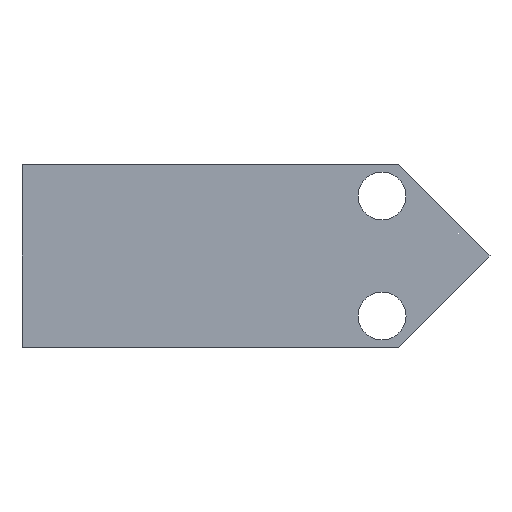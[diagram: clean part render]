
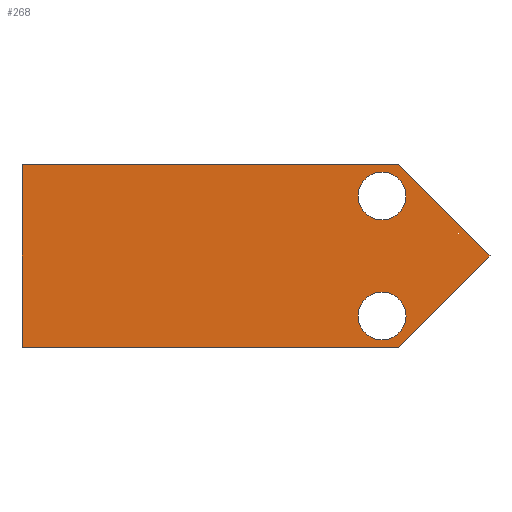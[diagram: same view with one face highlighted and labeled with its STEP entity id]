
A CAD part, front view. The second image highlights one B-rep face of the part: STEP entity #268.
In plain terms, the highlighted planar face has unit normal (0, -1, 0).
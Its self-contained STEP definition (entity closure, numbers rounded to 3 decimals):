
#8 = ORIENTED_EDGE ( 'NONE', *, *, #209, .T. ) ;
#9 = ORIENTED_EDGE ( 'NONE', *, *, #107, .T. ) ;
#10 = ORIENTED_EDGE ( 'NONE', *, *, #108, .T. ) ;
#11 = ORIENTED_EDGE ( 'NONE', *, *, #342, .T. ) ;
#12 = ORIENTED_EDGE ( 'NONE', *, *, #97, .T. ) ;
#13 = ORIENTED_EDGE ( 'NONE', *, *, #116, .T. ) ;
#18 = ORIENTED_EDGE ( 'NONE', *, *, #214, .T. ) ;
#22 = ORIENTED_EDGE ( 'NONE', *, *, #102, .F. ) ;
#25 = ORIENTED_EDGE ( 'NONE', *, *, #109, .T. ) ;
#33 = AXIS2_PLACEMENT_3D ( 'NONE', #187, #204, #181 ) ;
#44 = CARTESIAN_POINT ( 'NONE',  ( -65.485, 0., -76.2 ) ) ;
#46 = DIRECTION ( 'NONE',  ( 1., 0., 0. ) ) ;
#47 = CARTESIAN_POINT ( 'NONE',  ( 156.9, 0., -76.2 ) ) ;
#51 = DIRECTION ( 'NONE',  ( 0., 1., 0. ) ) ;
#54 = CARTESIAN_POINT ( 'NONE',  ( 0., 0., -76.2 ) ) ;
#57 = DIRECTION ( 'NONE',  ( 0., 0., 1. ) ) ;
#59 = CARTESIAN_POINT ( 'NONE',  ( 156.9, 0., 0. ) ) ;
#60 = VERTEX_POINT ( 'NONE', #64 ) ;
#64 = CARTESIAN_POINT ( 'NONE',  ( 150., 0., -3.1 ) ) ;
#65 = CARTESIAN_POINT ( 'NONE',  ( 0., 0., 0. ) ) ;
#67 = VERTEX_POINT ( 'NONE', #47 ) ;
#69 = CARTESIAN_POINT ( 'NONE',  ( 195., 0., -38.1 ) ) ;
#76 = CARTESIAN_POINT ( 'NONE',  ( -65.485, 0., 0. ) ) ;
#77 = CARTESIAN_POINT ( 'NONE',  ( 150., 0., -63.1 ) ) ;
#79 = VERTEX_POINT ( 'NONE', #82 ) ;
#82 = CARTESIAN_POINT ( 'NONE',  ( 150., 0., -23.1 ) ) ;
#84 = VERTEX_POINT ( 'NONE', #93 ) ;
#85 = VERTEX_POINT ( 'NONE', #69 ) ;
#88 = VERTEX_POINT ( 'NONE', #65 ) ;
#89 = VERTEX_POINT ( 'NONE', #59 ) ;
#90 = VERTEX_POINT ( 'NONE', #54 ) ;
#91 = VERTEX_POINT ( 'NONE', #92 ) ;
#92 = CARTESIAN_POINT ( 'NONE',  ( 150., 0., -53.1 ) ) ;
#93 = CARTESIAN_POINT ( 'NONE',  ( 150., 0., -73.1 ) ) ;
#94 = AXIS2_PLACEMENT_3D ( 'NONE', #343, #403, #404 ) ;
#97 = EDGE_CURVE ( 'NONE', #91, #84, #389, .T. ) ;
#102 = EDGE_CURVE ( 'NONE', #88, #89, #379, .T. ) ;
#104 = AXIS2_PLACEMENT_3D ( 'NONE', #77, #51, #57 ) ;
#107 = EDGE_CURVE ( 'NONE', #85, #89, #413, .T. ) ;
#108 = EDGE_CURVE ( 'NONE', #88, #90, #408, .T. ) ;
#109 = EDGE_CURVE ( 'NONE', #60, #79, #406, .T. ) ;
#114 = AXIS2_PLACEMENT_3D ( 'NONE', #370, #162, #169 ) ;
#115 = AXIS2_PLACEMENT_3D ( 'NONE', #356, #357, #359 ) ;
#116 = EDGE_CURVE ( 'NONE', #90, #67, #120, .T. ) ;
#120 = LINE ( 'NONE', #44, #127 ) ;
#122 = CIRCLE ( 'NONE', #94, 10. ) ;
#127 = VECTOR ( 'NONE', #46, 1000. ) ;
#162 = DIRECTION ( 'NONE',  ( 0., 1., 0. ) ) ;
#169 = DIRECTION ( 'NONE',  ( 0., 0., 1. ) ) ;
#181 = DIRECTION ( 'NONE',  ( 0., 0., 1. ) ) ;
#187 = CARTESIAN_POINT ( 'NONE',  ( -65.485, 0., -38.1 ) ) ;
#188 = CARTESIAN_POINT ( 'NONE',  ( 64.758, 0., -168.342 ) ) ;
#192 = DIRECTION ( 'NONE',  ( 0.707, 0., 0.707 ) ) ;
#199 = PLANE ( 'NONE',  #33 ) ;
#204 = DIRECTION ( 'NONE',  ( 0., 1., 0. ) ) ;
#209 = EDGE_CURVE ( 'NONE', #84, #91, #122, .T. ) ;
#214 = EDGE_CURVE ( 'NONE', #79, #60, #346, .T. ) ;
#224 = EDGE_LOOP ( 'NONE', ( #12, #8 ) ) ;
#226 = EDGE_LOOP ( 'NONE', ( #25, #18 ) ) ;
#228 = EDGE_LOOP ( 'NONE', ( #11, #9, #22, #10, #13 ) ) ;
#236 = FACE_BOUND ( 'NONE', #226, .T. ) ;
#268 = ADVANCED_FACE ( 'NONE', ( #236, #415, #289 ), #199, .F. ) ;
#289 = FACE_OUTER_BOUND ( 'NONE', #228, .T. ) ;
#299 = LINE ( 'NONE', #188, #302 ) ;
#302 = VECTOR ( 'NONE', #192, 1000. ) ;
#342 = EDGE_CURVE ( 'NONE', #67, #85, #299, .T. ) ;
#343 = CARTESIAN_POINT ( 'NONE',  ( 150., 0., -63.1 ) ) ;
#346 = CIRCLE ( 'NONE', #114, 10. ) ;
#356 = CARTESIAN_POINT ( 'NONE',  ( 150., 0., -13.1 ) ) ;
#357 = DIRECTION ( 'NONE',  ( 0., 1., 0. ) ) ;
#358 = DIRECTION ( 'NONE',  ( 1., 0., 0. ) ) ;
#359 = DIRECTION ( 'NONE',  ( 0., 0., 1. ) ) ;
#360 = CARTESIAN_POINT ( 'NONE',  ( 0., 0., -38.1 ) ) ;
#363 = CARTESIAN_POINT ( 'NONE',  ( 64.758, 0., 92.142 ) ) ;
#365 = DIRECTION ( 'NONE',  ( 0., 0., -1. ) ) ;
#369 = DIRECTION ( 'NONE',  ( -0.707, 0., 0.707 ) ) ;
#370 = CARTESIAN_POINT ( 'NONE',  ( 150., 0., -13.1 ) ) ;
#379 = LINE ( 'NONE', #76, #386 ) ;
#386 = VECTOR ( 'NONE', #358, 1000. ) ;
#389 = CIRCLE ( 'NONE', #104, 10. ) ;
#403 = DIRECTION ( 'NONE',  ( 0., 1., 0. ) ) ;
#404 = DIRECTION ( 'NONE',  ( 0., 0., 1. ) ) ;
#406 = CIRCLE ( 'NONE', #115, 10. ) ;
#408 = LINE ( 'NONE', #360, #409 ) ;
#409 = VECTOR ( 'NONE', #365, 1000. ) ;
#412 = VECTOR ( 'NONE', #369, 1000. ) ;
#413 = LINE ( 'NONE', #363, #412 ) ;
#415 = FACE_BOUND ( 'NONE', #224, .T. ) ;
